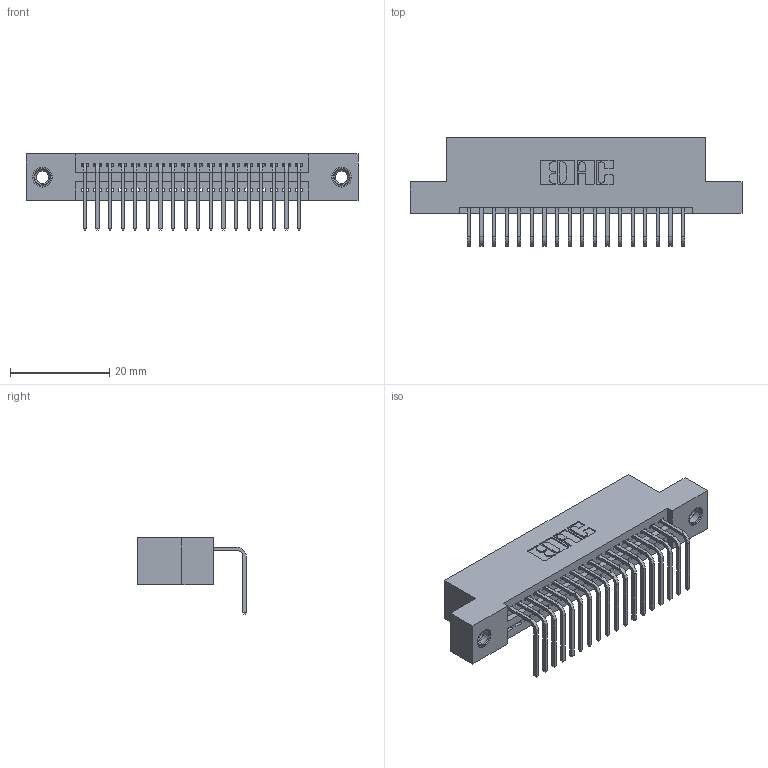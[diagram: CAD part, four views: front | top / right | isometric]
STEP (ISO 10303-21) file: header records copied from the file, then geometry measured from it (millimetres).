
FILE_DESCRIPTION (( 'STEP AP203' ), '1' );
FILE_NAME ('395-018-558-107.STEP', '2019-10-11T03:41:19', ( '' ), ( '' ), 'SwSTEP 2.0', 'SolidWorks 2016', '' );
FILE_SCHEMA (( 'CONFIG_CONTROL_DESIGN' ));
Length unit declared in the file: inch
Products named in the file (4): 345-292-001_558 Tail - 2; 345-250-001_345-250-005-103; 395-018-558-107; 345 Part_Flush Mounting Lugs - 0.156 Dia-TI
Assembly tree (21 placements, depth 2):
  395-018-558-107
    345 Part_Flush Mounting Lugs - 0.156 Dia-TI
    345-292-001_558 Tail - 2  x18
    345-250-001_345-250-005-103  x2
Bounding box: 66.93 x 21.83 x 15.37 mm (x, y, z)
Volume: 6206.8 mm3; surface area: 8307.1 mm2
Topology: 21 solids, 21 shells, 1266 faces, 3753 edges, 2470 vertices
Faces by surface type: plane 868, cylinder 382, cone 12, torus 4
Entity records: 18048 total; most frequent: CARTESIAN_POINT 3109, ORIENTED_EDGE 3054, DIRECTION 2777, EDGE_CURVE 1527, LINE 1303, VECTOR 1303, VERTEX_POINT 1012, AXIS2_PLACEMENT_3D 737
